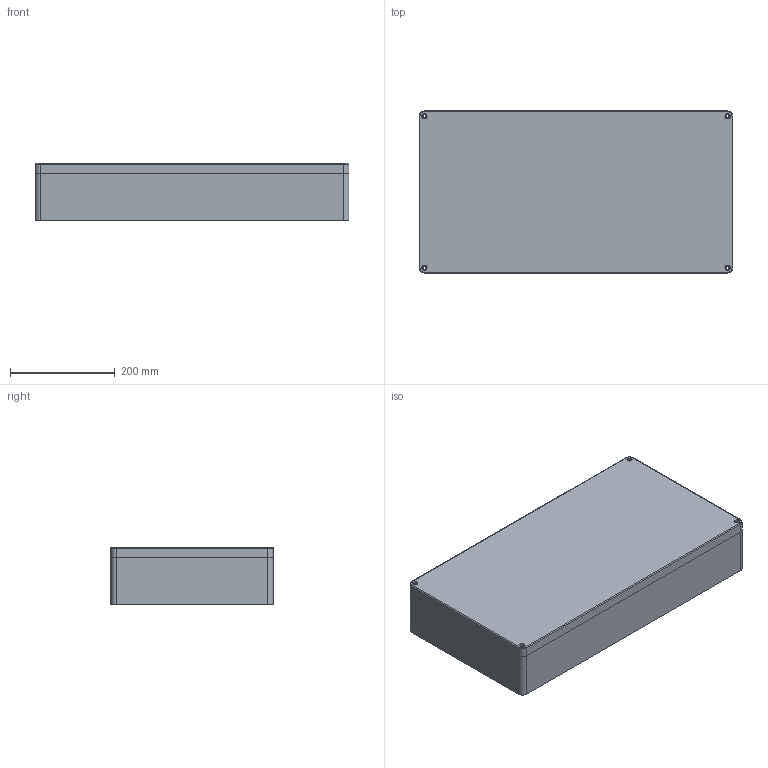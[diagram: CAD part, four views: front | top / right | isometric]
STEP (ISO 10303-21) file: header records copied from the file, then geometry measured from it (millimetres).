
FILE_DESCRIPTION((''),'2;1');
FILE_NAME('HALP316011_ASM','2009-01-21T',('pasi_koskela'),(''),'PRO/ENGINEER BY PARAMETRIC TECHNOLOGY CORPORATION, 2008250','PRO/ENGINEER BY PARAMETRIC TECHNOLOGY CORPORATION, 2008250','');
FILE_SCHEMA(('AUTOMOTIVE_DESIGN_CC2 { 1 2 10303 214 -1 1 5 2 }'));
Length unit declared in the file: millimetre
Products named in the file (3): HALP316009B; HALP316002L; HALP316011_ASM
Assembly tree (2 placements, depth 2):
  HALP316011_ASM
    HALP316009B
    HALP316002L
Bounding box: 600 x 310 x 110 mm (x, y, z)
Volume: 3010757.6 mm3; surface area: 1169547.3 mm2
Topology: 2 solids, 18 shells, 389 faces, 1016 edges, 658 vertices
Faces by surface type: cylinder 174, plane 165, cone 38, bspline 8, torus 4
Entity records: 15397 total; most frequent: CARTESIAN_POINT 2192, DIRECTION 2168, ORIENTED_EDGE 1968, PRESENTATION_STYLE_ASSIGNMENT 1014, STYLED_ITEM 1014, CURVE_STYLE 996, EDGE_CURVE 996, AXIS2_PLACEMENT_3D 796
